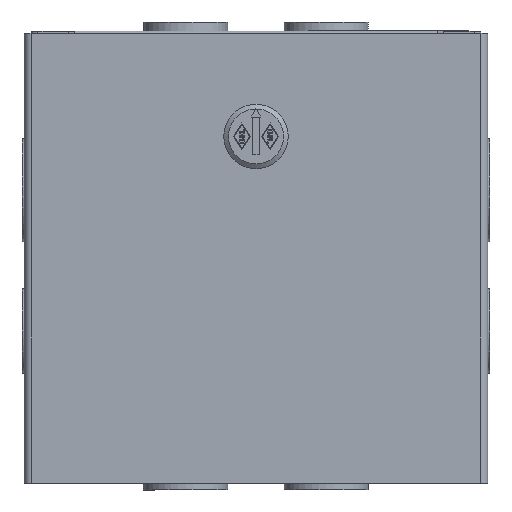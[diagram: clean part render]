
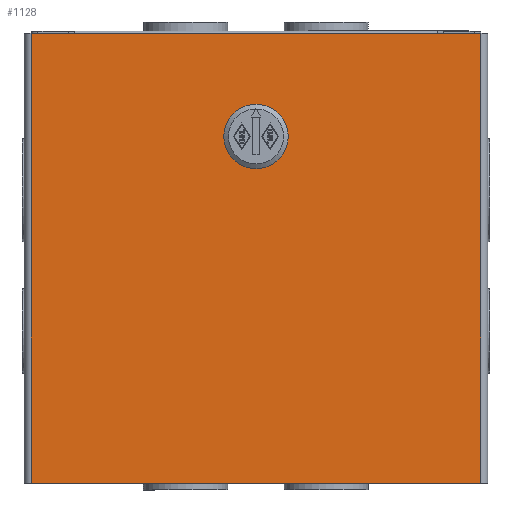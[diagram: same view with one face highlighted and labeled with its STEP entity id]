
A CAD part, front view. The second image highlights one B-rep face of the part: STEP entity #1128.
In plain terms, the highlighted planar face has unit normal (0, -1, 0).
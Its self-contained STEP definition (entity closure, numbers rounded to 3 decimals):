
#1128 = ADVANCED_FACE( '', ( #2438, #2439 ), #2440, .T. );
#2438 = FACE_BOUND( '', #3940, .T. );
#2439 = FACE_OUTER_BOUND( '', #3941, .T. );
#2440 = PLANE( '', #3942 );
#3940 = EDGE_LOOP( '', ( #6878, #6879, #6880, #6881 ) );
#3941 = EDGE_LOOP( '', ( #6882, #6883, #6884, #6885 ) );
#3942 = AXIS2_PLACEMENT_3D( '', #6886, #6887, #6888 );
#6878 = ORIENTED_EDGE( '', *, *, #9320, .F. );
#6879 = ORIENTED_EDGE( '', *, *, #9588, .F. );
#6880 = ORIENTED_EDGE( '', *, *, #9589, .F. );
#6881 = ORIENTED_EDGE( '', *, *, #9590, .F. );
#6882 = ORIENTED_EDGE( '', *, *, #9591, .T. );
#6883 = ORIENTED_EDGE( '', *, *, #9592, .T. );
#6884 = ORIENTED_EDGE( '', *, *, #9593, .T. );
#6885 = ORIENTED_EDGE( '', *, *, #9594, .T. );
#6886 = CARTESIAN_POINT( '', ( 0., 0., 0. ) );
#6887 = DIRECTION( '', ( 0., -1., 0. ) );
#6888 = DIRECTION( '', ( 0., 0., -1. ) );
#9320 = EDGE_CURVE( '', #11288, #11290, #11291, .T. );
#9588 = EDGE_CURVE( '', #11663, #11288, #11664, .T. );
#9589 = EDGE_CURVE( '', #11665, #11663, #11666, .T. );
#9590 = EDGE_CURVE( '', #11290, #11665, #11667, .T. );
#9591 = EDGE_CURVE( '', #11668, #11669, #11670, .T. );
#9592 = EDGE_CURVE( '', #11669, #11671, #11672, .T. );
#9593 = EDGE_CURVE( '', #11671, #11673, #11674, .T. );
#9594 = EDGE_CURVE( '', #11673, #11668, #11675, .T. );
#11288 = VERTEX_POINT( '', #14243 );
#11290 = VERTEX_POINT( '', #14246 );
#11291 = CIRCLE( '', #14247, 9.716 );
#11663 = VERTEX_POINT( '', #14944 );
#11664 = LINE( '', #14945, #14946 );
#11665 = VERTEX_POINT( '', #14947 );
#11666 = CIRCLE( '', #14948, 9.716 );
#11667 = LINE( '', #14949, #14950 );
#11668 = VERTEX_POINT( '', #14951 );
#11669 = VERTEX_POINT( '', #14952 );
#11670 = LINE( '', #14953, #14954 );
#11671 = VERTEX_POINT( '', #14955 );
#11672 = LINE( '', #14956, #14957 );
#11673 = VERTEX_POINT( '', #14958 );
#11674 = LINE( '', #14959, #14960 );
#11675 = LINE( '', #14961, #14962 );
#14243 = CARTESIAN_POINT( '', ( -5.322, 0., 49.403 ) );
#14246 = CARTESIAN_POINT( '', ( -5.322, 0., 33.147 ) );
#14247 = AXIS2_PLACEMENT_3D( '', #16354, #16355, #16356 );
#14944 = CARTESIAN_POINT( '', ( 5.322, 0., 49.403 ) );
#14945 = CARTESIAN_POINT( '', ( -5.322, 0., 49.403 ) );
#14946 = VECTOR( '', #16585, 1000. );
#14947 = CARTESIAN_POINT( '', ( 5.322, 0., 33.147 ) );
#14948 = AXIS2_PLACEMENT_3D( '', #16586, #16587, #16588 );
#14949 = CARTESIAN_POINT( '', ( -5.322, 0., 33.147 ) );
#14950 = VECTOR( '', #16589, 1000. );
#14951 = CARTESIAN_POINT( '', ( 76.149, 0., 76.2 ) );
#14952 = CARTESIAN_POINT( '', ( -76.149, 0., 76.2 ) );
#14953 = CARTESIAN_POINT( '', ( 78.486, 0., 76.2 ) );
#14954 = VECTOR( '', #16590, 1000. );
#14955 = CARTESIAN_POINT( '', ( -76.149, 0., -76.2 ) );
#14956 = CARTESIAN_POINT( '', ( -76.149, 0., 76.2 ) );
#14957 = VECTOR( '', #16591, 1000. );
#14958 = CARTESIAN_POINT( '', ( 76.149, 0., -76.2 ) );
#14959 = CARTESIAN_POINT( '', ( -78.486, 0., -76.2 ) );
#14960 = VECTOR( '', #16592, 1000. );
#14961 = CARTESIAN_POINT( '', ( 76.149, 0., -76.2 ) );
#14962 = VECTOR( '', #16593, 1000. );
#16354 = CARTESIAN_POINT( '', ( 0., 0., 41.275 ) );
#16355 = DIRECTION( '', ( 0., -1., 0. ) );
#16356 = DIRECTION( '', ( 0., 0., 1. ) );
#16585 = DIRECTION( '', ( -1., 0., 0. ) );
#16586 = CARTESIAN_POINT( '', ( 0., 0., 41.275 ) );
#16587 = DIRECTION( '', ( 0., -1., 0. ) );
#16588 = DIRECTION( '', ( 0., 0., 1. ) );
#16589 = DIRECTION( '', ( 1., 0., 0. ) );
#16590 = DIRECTION( '', ( -1., 0., 0. ) );
#16591 = DIRECTION( '', ( 0., 0., -1. ) );
#16592 = DIRECTION( '', ( 1., 0., 0. ) );
#16593 = DIRECTION( '', ( 0., 0., 1. ) );
